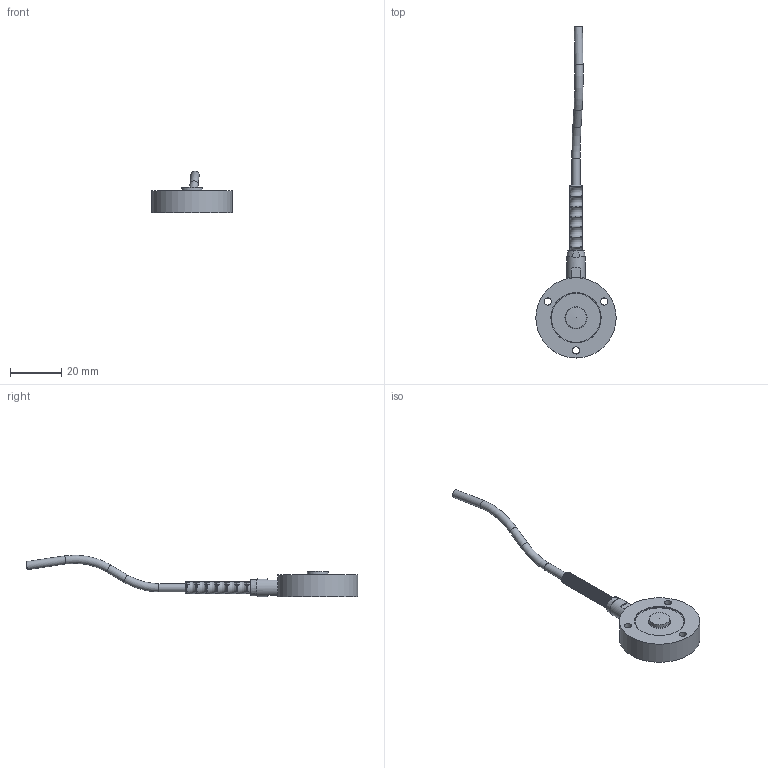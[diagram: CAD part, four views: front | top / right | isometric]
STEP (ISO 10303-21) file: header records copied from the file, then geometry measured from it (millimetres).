
FILE_DESCRIPTION((''),'2;1');
FILE_NAME('LLB400.stp','2010-11-12T10:25:56',('Thomasl'),(''),'Autodesk Inventor 2008','Autodesk Inventor 2008','');
FILE_SCHEMA(('AUTOMOTIVE_DESIGN { 1 0 10303 214 1 1 1 1 }'));
Length unit declared in the file: inch
Products named in the file (5): LLB400 (LevelofDetail1); PART1; 2049; 2049A; 2049B
Assembly tree (4 placements, depth 3):
  LLB400 (LevelofDetail1)
    PART1
      2049
      2049A
      2049B
Bounding box: 31.24 x 129.13 x 16.22 mm (x, y, z)
Volume: 7162.6 mm3; surface area: 4900.2 mm2
Topology: 3 solids, 3 shells, 209 faces, 554 edges, 347 vertices
Faces by surface type: plane 70, bspline 62, cylinder 52, cone 18, torus 6, sphere 1
Full cylindrical faces by diameter (mm): 2.779 x3, 3.175 x3, 3.302 x1, 3.937 x1, 4.089 x1, 4.521 x1, 4.801 x2, 5.207 x1, 5.334 x1, 5.715 x1, 5.791 x1, 7.061 x1, 8.128 x1, 19.558 x1, 21.031 x1, 21.082 x1, 31.242 x1
Entity records: 10608 total; most frequent: CARTESIAN_POINT 5926, DIRECTION 940, ORIENTED_EDGE 872, EDGE_CURVE 436, AXIS2_PLACEMENT_3D 382, EDGE_LOOP 332, VERTEX_POINT 324, CIRCLE 226
